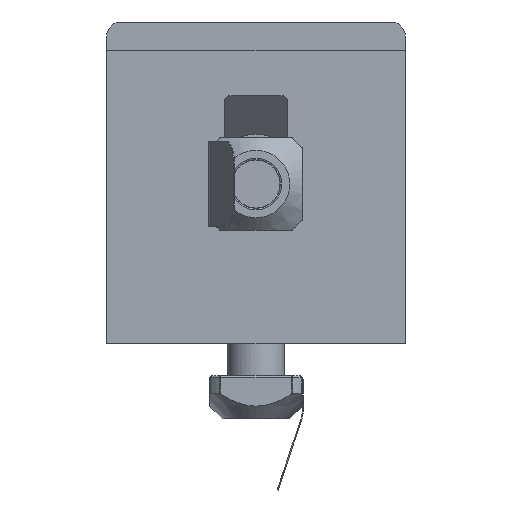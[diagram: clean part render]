
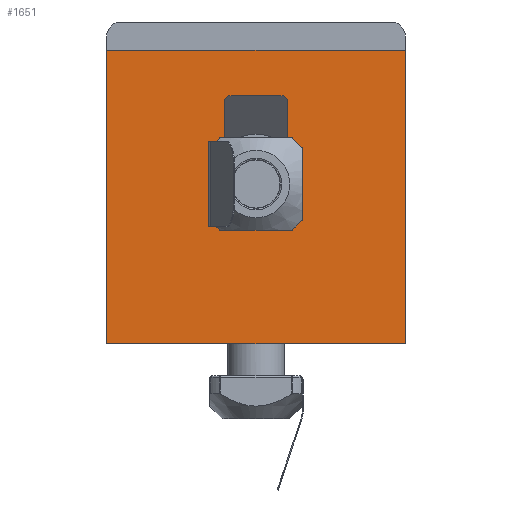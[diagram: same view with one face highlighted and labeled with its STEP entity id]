
A CAD part, front view. The second image highlights one B-rep face of the part: STEP entity #1651.
In plain terms, the highlighted face is planar.
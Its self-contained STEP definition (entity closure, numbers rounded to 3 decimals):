
#1651=ADVANCED_FACE('',(#1835,#1836),#1837,.T.);
#1835=FACE_BOUND('',#2085,.T.);
#1836=FACE_OUTER_BOUND('',#2086,.T.);
#1837=PLANE('',#2087);
#2085=EDGE_LOOP('',(#2495,#2496,#2497,#2498,#2499,#2500,#2501,#2502));
#2086=EDGE_LOOP('',(#2503,#2504,#2505,#2506));
#2087=AXIS2_PLACEMENT_3D('',#2507,#2508,#2509);
#2495=ORIENTED_EDGE('',*,*,#3219,.T.);
#2496=ORIENTED_EDGE('',*,*,#3220,.T.);
#2497=ORIENTED_EDGE('',*,*,#3221,.T.);
#2498=ORIENTED_EDGE('',*,*,#3198,.T.);
#2499=ORIENTED_EDGE('',*,*,#3192,.T.);
#2500=ORIENTED_EDGE('',*,*,#3195,.T.);
#2501=ORIENTED_EDGE('',*,*,#3222,.T.);
#2502=ORIENTED_EDGE('',*,*,#3223,.T.);
#2503=ORIENTED_EDGE('',*,*,#3224,.F.);
#2504=ORIENTED_EDGE('',*,*,#3225,.T.);
#2505=ORIENTED_EDGE('',*,*,#3210,.T.);
#2506=ORIENTED_EDGE('',*,*,#3226,.F.);
#2507=CARTESIAN_POINT('',(0.0,25.3,-21.0));
#2508=DIRECTION('',(-1.0,0.,0.0));
#2509=DIRECTION('',(0.,-1.0,0.0));
#3192=EDGE_CURVE('',#3481,#3485,#3487,.F.);
#3195=EDGE_CURVE('',#3485,#3490,#3492,.T.);
#3198=EDGE_CURVE('',#3494,#3481,#3497,.T.);
#3210=EDGE_CURVE('',#3514,#3519,#3521,.T.);
#3219=EDGE_CURVE('',#3538,#3539,#3540,.F.);
#3220=EDGE_CURVE('',#3539,#3541,#3542,.T.);
#3221=EDGE_CURVE('',#3541,#3494,#3543,.F.);
#3222=EDGE_CURVE('',#3490,#3544,#3545,.F.);
#3223=EDGE_CURVE('',#3544,#3538,#3546,.T.);
#3224=EDGE_CURVE('',#3547,#3548,#3549,.T.);
#3225=EDGE_CURVE('',#3547,#3514,#3550,.T.);
#3226=EDGE_CURVE('',#3548,#3519,#3551,.T.);
#3481=VERTEX_POINT('',#3936);
#3485=VERTEX_POINT('',#3941);
#3487=CIRCLE('',#3944,1.0);
#3490=VERTEX_POINT('',#3948);
#3492=LINE('',#3951,#3952);
#3494=VERTEX_POINT('',#3954);
#3497=LINE('',#3959,#3960);
#3514=VERTEX_POINT('',#3981);
#3519=VERTEX_POINT('',#3988);
#3521=LINE('',#3991,#3992);
#3538=VERTEX_POINT('',#4017);
#3539=VERTEX_POINT('',#4018);
#3540=CIRCLE('',#4019,1.0);
#3541=VERTEX_POINT('',#4020);
#3542=LINE('',#4021,#4022);
#3543=CIRCLE('',#4023,1.0);
#3544=VERTEX_POINT('',#4024);
#3545=CIRCLE('',#4025,1.0);
#3546=LINE('',#4026,#4027);
#3547=VERTEX_POINT('',#4028);
#3548=VERTEX_POINT('',#4029);
#3549=LINE('',#4030,#4031);
#3550=LINE('',#4032,#4033);
#3551=LINE('',#4034,#4035);
#3936=CARTESIAN_POINT('',(0.0,34.95,3.5));
#3941=CARTESIAN_POINT('',(0.0,33.95,4.5));
#3944=AXIS2_PLACEMENT_3D('',#4649,#4650,#4651);
#3948=CARTESIAN_POINT('',(0.0,17.45,4.5));
#3951=CARTESIAN_POINT('',(0.,25.3,4.5));
#3952=VECTOR('',#4654,1.0);
#3954=CARTESIAN_POINT('',(0.0,34.95,-3.5));
#3959=CARTESIAN_POINT('',(0.,34.95,-21.0));
#3960=VECTOR('',#4657,1.0);
#3981=CARTESIAN_POINT('',(0.,0.0,-21.0));
#3988=CARTESIAN_POINT('',(0.,0.0,21.0));
#3991=CARTESIAN_POINT('',(0.,0.0,-21.0));
#3992=VECTOR('',#4677,1.0);
#4017=CARTESIAN_POINT('',(0.0,16.45,-3.5));
#4018=CARTESIAN_POINT('',(0.,17.45,-4.5));
#4019=AXIS2_PLACEMENT_3D('',#4686,#4687,#4688);
#4020=CARTESIAN_POINT('',(0.0,33.95,-4.5));
#4021=CARTESIAN_POINT('',(0.,25.3,-4.5));
#4022=VECTOR('',#4689,1.0);
#4023=AXIS2_PLACEMENT_3D('',#4690,#4691,#4692);
#4024=CARTESIAN_POINT('',(0.0,16.45,3.5));
#4025=AXIS2_PLACEMENT_3D('',#4693,#4694,#4695);
#4026=CARTESIAN_POINT('',(0.,16.45,-21.0));
#4027=VECTOR('',#4696,1.0);
#4028=CARTESIAN_POINT('',(0.,41.3,-21.0));
#4029=CARTESIAN_POINT('',(0.,41.3,21.0));
#4030=CARTESIAN_POINT('',(0.0,41.3,-71.559));
#4031=VECTOR('',#4697,1.0);
#4032=CARTESIAN_POINT('',(0.0,25.3,-21.0));
#4033=VECTOR('',#4698,1.0);
#4034=CARTESIAN_POINT('',(0.0,25.3,21.0));
#4035=VECTOR('',#4699,1.0);
#4649=CARTESIAN_POINT('',(0.0,33.95,3.5));
#4650=DIRECTION('',(-1.0,0.,0.0));
#4651=DIRECTION('',(0.,-1.0,0.0));
#4654=DIRECTION('',(0.,-1.0,0.));
#4657=DIRECTION('',(0.0,0.0,1.0));
#4677=DIRECTION('',(0.0,0.0,1.0));
#4686=CARTESIAN_POINT('',(0.0,17.45,-3.5));
#4687=DIRECTION('',(-1.0,0.,0.0));
#4688=DIRECTION('',(0.,-1.0,0.0));
#4689=DIRECTION('',(0.,1.0,0.));
#4690=CARTESIAN_POINT('',(0.0,33.95,-3.5));
#4691=DIRECTION('',(-1.0,0.,0.0));
#4692=DIRECTION('',(0.,-1.0,0.0));
#4693=CARTESIAN_POINT('',(0.0,17.45,3.5));
#4694=DIRECTION('',(-1.0,0.,0.0));
#4695=DIRECTION('',(0.,-1.0,0.0));
#4696=DIRECTION('',(0.0,0.0,-1.0));
#4697=DIRECTION('',(0.0,0.0,1.0));
#4698=DIRECTION('',(0.,-1.0,0.0));
#4699=DIRECTION('',(0.,-1.0,0.0));
